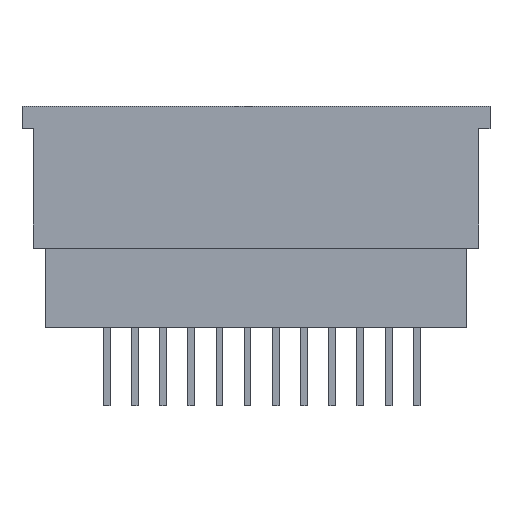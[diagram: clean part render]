
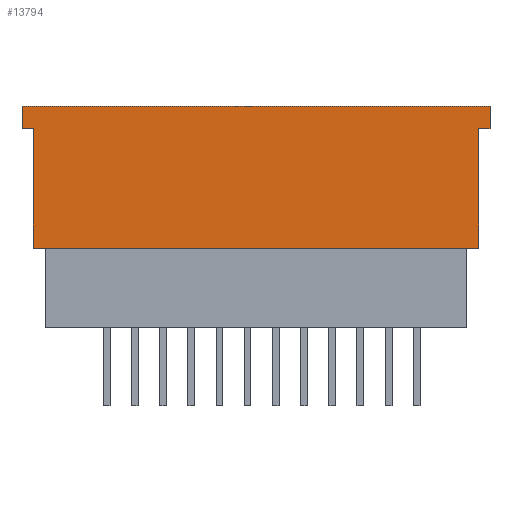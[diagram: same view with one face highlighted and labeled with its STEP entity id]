
A CAD part, front view. The second image highlights one B-rep face of the part: STEP entity #13794.
In plain terms, the highlighted planar face has unit normal (0, -1, 0).
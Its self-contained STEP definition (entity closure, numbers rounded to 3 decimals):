
#110=FACE_OUTER_BOUND('',#820,.T.);
#820=EDGE_LOOP('',(#9020,#9021,#9022,#9023,#9024,#9025,#9026,#9027));
#1574=LINE('',#18752,#3597);
#1578=LINE('',#18760,#3601);
#1590=LINE('',#18786,#3613);
#1594=LINE('',#18793,#3617);
#1595=LINE('',#18796,#3618);
#1596=LINE('',#18797,#3619);
#1597=LINE('',#18799,#3620);
#1598=LINE('',#18800,#3621);
#3597=VECTOR('',#15255,1.);
#3601=VECTOR('',#15261,0.5);
#3613=VECTOR('',#15279,0.5);
#3617=VECTOR('',#15285,5.3);
#3618=VECTOR('',#15288,1.);
#3619=VECTOR('',#15289,20.75);
#3620=VECTOR('',#15290,19.75);
#3621=VECTOR('',#15291,5.3);
#5619=VERTEX_POINT('',#18748);
#5621=VERTEX_POINT('',#18751);
#5623=VERTEX_POINT('',#18757);
#5634=VERTEX_POINT('',#18783);
#5635=VERTEX_POINT('',#18785);
#5637=VERTEX_POINT('',#18791);
#5638=VERTEX_POINT('',#18795);
#5639=VERTEX_POINT('',#18798);
#6950=EDGE_CURVE('',#5621,#5619,#1574,.T.);
#6954=EDGE_CURVE('',#5619,#5623,#1578,.T.);
#6966=EDGE_CURVE('',#5635,#5634,#1590,.T.);
#6970=EDGE_CURVE('',#5623,#5637,#1594,.T.);
#6971=EDGE_CURVE('',#5638,#5634,#1595,.T.);
#6972=EDGE_CURVE('',#5621,#5638,#1596,.T.);
#6973=EDGE_CURVE('',#5639,#5637,#1597,.T.);
#6974=EDGE_CURVE('',#5635,#5639,#1598,.T.);
#9020=ORIENTED_EDGE('',*,*,#6966,.T.);
#9021=ORIENTED_EDGE('',*,*,#6971,.F.);
#9022=ORIENTED_EDGE('',*,*,#6972,.F.);
#9023=ORIENTED_EDGE('',*,*,#6950,.T.);
#9024=ORIENTED_EDGE('',*,*,#6954,.T.);
#9025=ORIENTED_EDGE('',*,*,#6970,.T.);
#9026=ORIENTED_EDGE('',*,*,#6973,.F.);
#9027=ORIENTED_EDGE('',*,*,#6974,.F.);
#13096=PLANE('',#14519);
#13794=ADVANCED_FACE('',(#110),#13096,.T.);
#14519=AXIS2_PLACEMENT_3D('',#18794,#15286,#15287);
#15255=DIRECTION('',(0.,0.,-1.));
#15261=DIRECTION('',(1.,0.,0.));
#15279=DIRECTION('',(1.,0.,0.));
#15285=DIRECTION('',(0.,0.,-1.));
#15286=DIRECTION('center_axis',(0.,-1.,0.));
#15287=DIRECTION('ref_axis',(0.,0.,-1.));
#15288=DIRECTION('',(0.,0.,-1.));
#15289=DIRECTION('',(1.,0.,0.));
#15290=DIRECTION('',(-1.,0.,0.));
#15291=DIRECTION('',(0.,0.,-1.));
#18748=CARTESIAN_POINT('',(-10.375,-1.2,5.7));
#18751=CARTESIAN_POINT('',(-10.375,-1.2,6.7));
#18752=CARTESIAN_POINT('',(-10.375,-1.2,6.7));
#18757=CARTESIAN_POINT('',(-9.875,-1.2,5.7));
#18760=CARTESIAN_POINT('',(-10.375,-1.2,5.7));
#18783=CARTESIAN_POINT('',(10.375,-1.2,5.7));
#18785=CARTESIAN_POINT('',(9.875,-1.2,5.7));
#18786=CARTESIAN_POINT('',(9.875,-1.2,5.7));
#18791=CARTESIAN_POINT('',(-9.875,-1.2,0.4));
#18793=CARTESIAN_POINT('',(-9.875,-1.2,5.7));
#18794=CARTESIAN_POINT('Origin',(-10.375,-1.2,6.7));
#18795=CARTESIAN_POINT('',(10.375,-1.2,6.7));
#18796=CARTESIAN_POINT('',(10.375,-1.2,6.7));
#18797=CARTESIAN_POINT('',(-10.375,-1.2,6.7));
#18798=CARTESIAN_POINT('',(9.875,-1.2,0.4));
#18799=CARTESIAN_POINT('',(9.875,-1.2,0.4));
#18800=CARTESIAN_POINT('',(9.875,-1.2,5.7));
